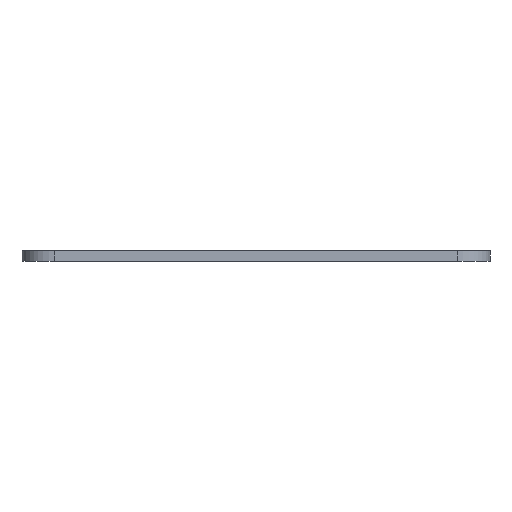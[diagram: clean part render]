
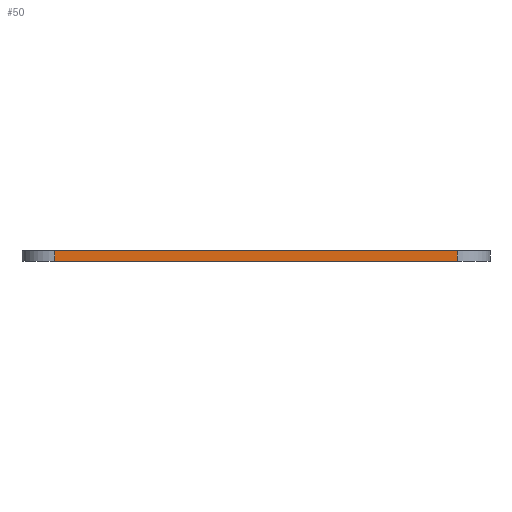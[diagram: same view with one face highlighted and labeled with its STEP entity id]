
A CAD part, front view. The second image highlights one B-rep face of the part: STEP entity #50.
In plain terms, the highlighted planar face has unit normal (0, -1, 0).
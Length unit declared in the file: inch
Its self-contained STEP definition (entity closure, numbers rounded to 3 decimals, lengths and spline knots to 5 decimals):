
#49 = ORIENTED_EDGE ( 'NONE', *, *, #117, .F. ) ;
#50 = ADVANCED_FACE ( 'NONE', ( #295 ), #160, .F. ) ;
#87 = ORIENTED_EDGE ( 'NONE', *, *, #544, .T. ) ;
#115 = LINE ( 'NONE', #308, #373 ) ;
#117 = EDGE_CURVE ( 'NONE', #769, #708, #563, .T. ) ;
#133 = CARTESIAN_POINT ( 'NONE',  ( -2.3125, -2.6875, 0. ) ) ;
#156 = EDGE_CURVE ( 'NONE', #426, #775, #115, .T. ) ;
#160 = PLANE ( 'NONE',  #415 ) ;
#207 = DIRECTION ( 'NONE',  ( 1., 0., 0. ) ) ;
#240 = DIRECTION ( 'NONE',  ( 0., 0., 1. ) ) ;
#295 = FACE_OUTER_BOUND ( 'NONE', #611, .T. ) ;
#308 = CARTESIAN_POINT ( 'NONE',  ( -2.3125, -2.6875, 0.125 ) ) ;
#312 = ORIENTED_EDGE ( 'NONE', *, *, #609, .F. ) ;
#332 = VECTOR ( 'NONE', #548, 39.37008 ) ;
#373 = VECTOR ( 'NONE', #240, 39.37008 ) ;
#415 = AXIS2_PLACEMENT_3D ( 'NONE', #556, #549, #620 ) ;
#426 = VERTEX_POINT ( 'NONE', #133 ) ;
#436 = CARTESIAN_POINT ( 'NONE',  ( 2.3125, -2.6875, 0.125 ) ) ;
#467 = CARTESIAN_POINT ( 'NONE',  ( -2.6875, -2.6875, 0. ) ) ;
#477 = ORIENTED_EDGE ( 'NONE', *, *, #156, .F. ) ;
#544 = EDGE_CURVE ( 'NONE', #426, #708, #664, .T. ) ;
#548 = DIRECTION ( 'NONE',  ( 1., 0., 0. ) ) ;
#549 = DIRECTION ( 'NONE',  ( 0., 1., 0. ) ) ;
#556 = CARTESIAN_POINT ( 'NONE',  ( -2.6875, -2.6875, 0.125 ) ) ;
#563 = LINE ( 'NONE', #639, #642 ) ;
#609 = EDGE_CURVE ( 'NONE', #775, #769, #806, .T. ) ;
#611 = EDGE_LOOP ( 'NONE', ( #49, #312, #477, #87 ) ) ;
#620 = DIRECTION ( 'NONE',  ( 0., 0., 1. ) ) ;
#638 = CARTESIAN_POINT ( 'NONE',  ( -2.3125, -2.6875, 0.125 ) ) ;
#639 = CARTESIAN_POINT ( 'NONE',  ( 2.3125, -2.6875, 0.125 ) ) ;
#642 = VECTOR ( 'NONE', #703, 39.37008 ) ;
#664 = LINE ( 'NONE', #467, #684 ) ;
#684 = VECTOR ( 'NONE', #207, 39.37008 ) ;
#703 = DIRECTION ( 'NONE',  ( 0., 0., -1. ) ) ;
#708 = VERTEX_POINT ( 'NONE', #744 ) ;
#744 = CARTESIAN_POINT ( 'NONE',  ( 2.3125, -2.6875, 0. ) ) ;
#769 = VERTEX_POINT ( 'NONE', #436 ) ;
#775 = VERTEX_POINT ( 'NONE', #638 ) ;
#795 = CARTESIAN_POINT ( 'NONE',  ( -2.6875, -2.6875, 0.125 ) ) ;
#806 = LINE ( 'NONE', #795, #332 ) ;
